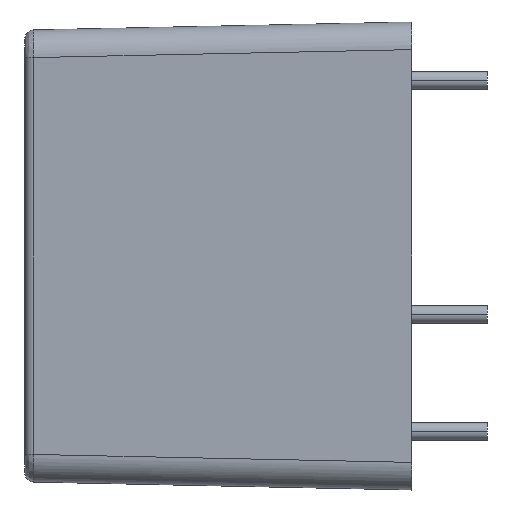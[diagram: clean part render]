
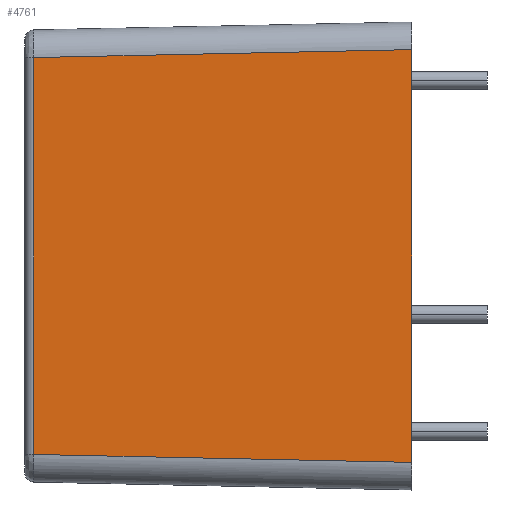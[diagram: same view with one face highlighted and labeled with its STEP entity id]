
A CAD part, left-side view. The second image highlights one B-rep face of the part: STEP entity #4761.
In plain terms, the highlighted planar face has unit normal (-1, 0.021, 0).
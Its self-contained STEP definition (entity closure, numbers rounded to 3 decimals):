
#114 = DIRECTION ( 'NONE',  ( -1., 0.021, 0. ) ) ;
#373 = CARTESIAN_POINT ( 'NONE',  ( -20., 0., 11.2 ) ) ;
#600 = VECTOR ( 'NONE', #9882, 1000. ) ;
#1106 = CARTESIAN_POINT ( 'NONE',  ( -19.57, 20.51, 10.771 ) ) ;
#1241 = CARTESIAN_POINT ( 'NONE',  ( -20., 0., -11.2 ) ) ;
#1372 = ORIENTED_EDGE ( 'NONE', *, *, #6560, .T. ) ;
#1903 = VERTEX_POINT ( 'NONE', #5231 ) ;
#1931 = EDGE_CURVE ( 'NONE', #11615, #11401, #6591, .T. ) ;
#2269 = DIRECTION ( 'NONE',  ( 0.021, 1., 0.021 ) ) ;
#2869 = LINE ( 'NONE', #4910, #13895 ) ;
#2889 = ORIENTED_EDGE ( 'NONE', *, *, #6745, .F. ) ;
#4054 = CARTESIAN_POINT ( 'NONE',  ( -20., 0., 11.2 ) ) ;
#4421 = CARTESIAN_POINT ( 'NONE',  ( -20., 0., -14.325 ) ) ;
#4544 = DIRECTION ( 'NONE',  ( 0., 0., 1. ) ) ;
#4687 = FACE_OUTER_BOUND ( 'NONE', #11480, .T. ) ;
#4761 = ADVANCED_FACE ( 'NONE', ( #4687 ), #6638, .T. ) ;
#4796 = DIRECTION ( 'NONE',  ( 0., 0., -1. ) ) ;
#4910 = CARTESIAN_POINT ( 'NONE',  ( -19.57, 20.51, 10.771 ) ) ;
#5231 = CARTESIAN_POINT ( 'NONE',  ( -19.57, 20.51, 10.771 ) ) ;
#5238 = AXIS2_PLACEMENT_3D ( 'NONE', #4421, #114, #4544 ) ;
#5769 = ORIENTED_EDGE ( 'NONE', *, *, #1931, .F. ) ;
#6342 = ORIENTED_EDGE ( 'NONE', *, *, #11181, .F. ) ;
#6560 = EDGE_CURVE ( 'NONE', #1903, #11401, #11686, .T. ) ;
#6591 = LINE ( 'NONE', #1241, #12275 ) ;
#6638 = PLANE ( 'NONE',  #5238 ) ;
#6745 = EDGE_CURVE ( 'NONE', #10174, #11615, #6896, .T. ) ;
#6896 = LINE ( 'NONE', #373, #10329 ) ;
#9622 = DIRECTION ( 'NONE',  ( -0.021, -1., 0.021 ) ) ;
#9882 = DIRECTION ( 'NONE',  ( 0., 0., -1. ) ) ;
#10174 = VERTEX_POINT ( 'NONE', #4054 ) ;
#10263 = CARTESIAN_POINT ( 'NONE',  ( -19.57, 20.51, -10.771 ) ) ;
#10329 = VECTOR ( 'NONE', #4796, 1000. ) ;
#11181 = EDGE_CURVE ( 'NONE', #1903, #10174, #2869, .T. ) ;
#11401 = VERTEX_POINT ( 'NONE', #10263 ) ;
#11480 = EDGE_LOOP ( 'NONE', ( #5769, #2889, #6342, #1372 ) ) ;
#11615 = VERTEX_POINT ( 'NONE', #12704 ) ;
#11686 = LINE ( 'NONE', #1106, #600 ) ;
#12275 = VECTOR ( 'NONE', #2269, 1000. ) ;
#12704 = CARTESIAN_POINT ( 'NONE',  ( -20., 0., -11.2 ) ) ;
#13895 = VECTOR ( 'NONE', #9622, 1000. ) ;
